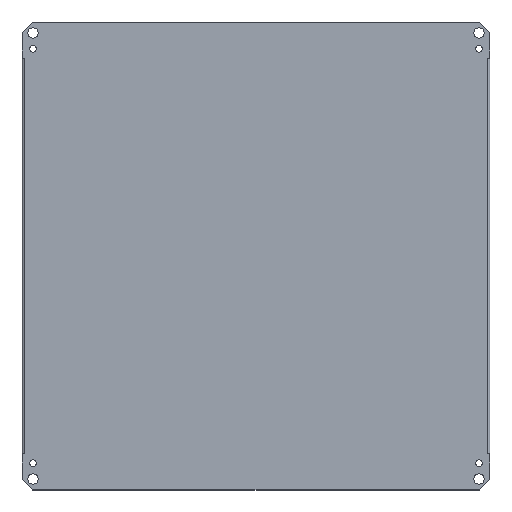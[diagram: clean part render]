
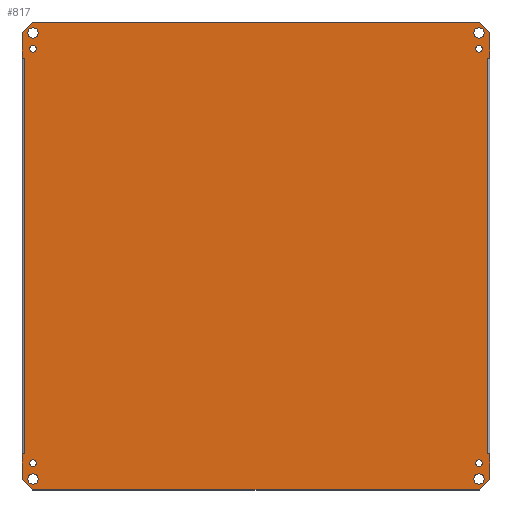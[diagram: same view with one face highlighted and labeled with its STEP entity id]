
A CAD part, top view. The second image highlights one B-rep face of the part: STEP entity #817.
In plain terms, the highlighted planar face has unit normal (0, 0, 1).
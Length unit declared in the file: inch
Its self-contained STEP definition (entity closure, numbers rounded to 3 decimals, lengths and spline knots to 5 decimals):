
#23=FACE_BOUND('',#138,.T.);
#24=FACE_BOUND('',#139,.T.);
#25=FACE_BOUND('',#140,.T.);
#26=FACE_BOUND('',#141,.T.);
#27=FACE_BOUND('',#142,.T.);
#28=FACE_BOUND('',#143,.T.);
#29=FACE_BOUND('',#144,.T.);
#30=FACE_BOUND('',#145,.T.);
#63=CIRCLE('',#874,0.25);
#64=CIRCLE('',#875,0.25);
#65=CIRCLE('',#876,0.25);
#66=CIRCLE('',#877,0.25);
#67=CIRCLE('',#878,0.15625);
#68=CIRCLE('',#879,0.15625);
#69=CIRCLE('',#880,0.15625);
#70=CIRCLE('',#881,0.15625);
#87=FACE_OUTER_BOUND('',#137,.T.);
#137=EDGE_LOOP('',(#635,#636,#637,#638,#639,#640,#641,#642,#643,#644,#645,
#646,#647,#648,#649,#650,#651,#652,#653,#654,#655,#656,#657,#658));
#138=EDGE_LOOP('',(#659));
#139=EDGE_LOOP('',(#660));
#140=EDGE_LOOP('',(#661));
#141=EDGE_LOOP('',(#662));
#142=EDGE_LOOP('',(#663));
#143=EDGE_LOOP('',(#664));
#144=EDGE_LOOP('',(#665));
#145=EDGE_LOOP('',(#666));
#189=LINE('',#1155,#277);
#198=LINE('',#1177,#286);
#200=LINE('',#1182,#288);
#203=LINE('',#1190,#291);
#206=LINE('',#1194,#294);
#208=LINE('',#1199,#296);
#211=LINE('',#1205,#299);
#230=LINE('',#1259,#318);
#231=LINE('',#1261,#319);
#232=LINE('',#1263,#320);
#233=LINE('',#1265,#321);
#234=LINE('',#1267,#322);
#235=LINE('',#1269,#323);
#236=LINE('',#1271,#324);
#237=LINE('',#1273,#325);
#238=LINE('',#1275,#326);
#239=LINE('',#1277,#327);
#240=LINE('',#1279,#328);
#241=LINE('',#1281,#329);
#242=LINE('',#1283,#330);
#243=LINE('',#1285,#331);
#244=LINE('',#1287,#332);
#245=LINE('',#1289,#333);
#246=LINE('',#1290,#334);
#277=VECTOR('',#929,0.0002);
#286=VECTOR('',#948,0.0002);
#288=VECTOR('',#956,18.764);
#291=VECTOR('',#961,0.10955);
#294=VECTOR('',#966,0.0002);
#296=VECTOR('',#970,0.0002);
#299=VECTOR('',#975,0.10955);
#318=VECTOR('',#1014,1.2178);
#319=VECTOR('',#1015,0.70711);
#320=VECTOR('',#1016,21.2);
#321=VECTOR('',#1017,0.70711);
#322=VECTOR('',#1018,1.2178);
#323=VECTOR('',#1019,0.10955);
#324=VECTOR('',#1020,0.0002);
#325=VECTOR('',#1021,0.0002);
#326=VECTOR('',#1022,18.764);
#327=VECTOR('',#1023,0.0002);
#328=VECTOR('',#1024,0.0002);
#329=VECTOR('',#1025,0.10955);
#330=VECTOR('',#1026,1.2178);
#331=VECTOR('',#1027,0.70711);
#332=VECTOR('',#1028,21.2);
#333=VECTOR('',#1029,0.70711);
#334=VECTOR('',#1030,1.2178);
#365=VERTEX_POINT('',#1152);
#366=VERTEX_POINT('',#1154);
#373=VERTEX_POINT('',#1174);
#374=VERTEX_POINT('',#1176);
#377=VERTEX_POINT('',#1187);
#378=VERTEX_POINT('',#1189);
#380=VERTEX_POINT('',#1198);
#382=VERTEX_POINT('',#1204);
#407=VERTEX_POINT('',#1258);
#408=VERTEX_POINT('',#1260);
#409=VERTEX_POINT('',#1262);
#410=VERTEX_POINT('',#1264);
#411=VERTEX_POINT('',#1266);
#412=VERTEX_POINT('',#1268);
#413=VERTEX_POINT('',#1270);
#414=VERTEX_POINT('',#1272);
#415=VERTEX_POINT('',#1274);
#416=VERTEX_POINT('',#1276);
#417=VERTEX_POINT('',#1278);
#418=VERTEX_POINT('',#1280);
#419=VERTEX_POINT('',#1282);
#420=VERTEX_POINT('',#1284);
#421=VERTEX_POINT('',#1286);
#422=VERTEX_POINT('',#1288);
#423=VERTEX_POINT('',#1291);
#424=VERTEX_POINT('',#1293);
#425=VERTEX_POINT('',#1295);
#426=VERTEX_POINT('',#1297);
#427=VERTEX_POINT('',#1299);
#428=VERTEX_POINT('',#1301);
#429=VERTEX_POINT('',#1303);
#430=VERTEX_POINT('',#1305);
#446=EDGE_CURVE('',#366,#365,#189,.T.);
#457=EDGE_CURVE('',#374,#373,#198,.T.);
#460=EDGE_CURVE('',#365,#374,#200,.T.);
#463=EDGE_CURVE('',#378,#377,#203,.T.);
#466=EDGE_CURVE('',#373,#378,#206,.T.);
#468=EDGE_CURVE('',#380,#366,#208,.T.);
#471=EDGE_CURVE('',#382,#380,#211,.T.);
#498=EDGE_CURVE('',#407,#377,#230,.T.);
#499=EDGE_CURVE('',#408,#407,#231,.T.);
#500=EDGE_CURVE('',#409,#408,#232,.T.);
#501=EDGE_CURVE('',#410,#409,#233,.T.);
#502=EDGE_CURVE('',#411,#410,#234,.T.);
#503=EDGE_CURVE('',#411,#412,#235,.T.);
#504=EDGE_CURVE('',#412,#413,#236,.T.);
#505=EDGE_CURVE('',#413,#414,#237,.T.);
#506=EDGE_CURVE('',#414,#415,#238,.T.);
#507=EDGE_CURVE('',#415,#416,#239,.T.);
#508=EDGE_CURVE('',#416,#417,#240,.T.);
#509=EDGE_CURVE('',#417,#418,#241,.T.);
#510=EDGE_CURVE('',#419,#418,#242,.T.);
#511=EDGE_CURVE('',#420,#419,#243,.T.);
#512=EDGE_CURVE('',#421,#420,#244,.T.);
#513=EDGE_CURVE('',#422,#421,#245,.T.);
#514=EDGE_CURVE('',#382,#422,#246,.T.);
#515=EDGE_CURVE('',#423,#423,#63,.T.);
#516=EDGE_CURVE('',#424,#424,#64,.T.);
#517=EDGE_CURVE('',#425,#425,#65,.T.);
#518=EDGE_CURVE('',#426,#426,#66,.T.);
#519=EDGE_CURVE('',#427,#427,#67,.T.);
#520=EDGE_CURVE('',#428,#428,#68,.T.);
#521=EDGE_CURVE('',#429,#429,#69,.T.);
#522=EDGE_CURVE('',#430,#430,#70,.T.);
#635=ORIENTED_EDGE('',*,*,#463,.T.);
#636=ORIENTED_EDGE('',*,*,#498,.F.);
#637=ORIENTED_EDGE('',*,*,#499,.F.);
#638=ORIENTED_EDGE('',*,*,#500,.F.);
#639=ORIENTED_EDGE('',*,*,#501,.F.);
#640=ORIENTED_EDGE('',*,*,#502,.F.);
#641=ORIENTED_EDGE('',*,*,#503,.T.);
#642=ORIENTED_EDGE('',*,*,#504,.T.);
#643=ORIENTED_EDGE('',*,*,#505,.T.);
#644=ORIENTED_EDGE('',*,*,#506,.T.);
#645=ORIENTED_EDGE('',*,*,#507,.T.);
#646=ORIENTED_EDGE('',*,*,#508,.T.);
#647=ORIENTED_EDGE('',*,*,#509,.T.);
#648=ORIENTED_EDGE('',*,*,#510,.F.);
#649=ORIENTED_EDGE('',*,*,#511,.F.);
#650=ORIENTED_EDGE('',*,*,#512,.F.);
#651=ORIENTED_EDGE('',*,*,#513,.F.);
#652=ORIENTED_EDGE('',*,*,#514,.F.);
#653=ORIENTED_EDGE('',*,*,#471,.T.);
#654=ORIENTED_EDGE('',*,*,#468,.T.);
#655=ORIENTED_EDGE('',*,*,#446,.T.);
#656=ORIENTED_EDGE('',*,*,#460,.T.);
#657=ORIENTED_EDGE('',*,*,#457,.T.);
#658=ORIENTED_EDGE('',*,*,#466,.T.);
#659=ORIENTED_EDGE('',*,*,#515,.T.);
#660=ORIENTED_EDGE('',*,*,#516,.T.);
#661=ORIENTED_EDGE('',*,*,#517,.T.);
#662=ORIENTED_EDGE('',*,*,#518,.T.);
#663=ORIENTED_EDGE('',*,*,#519,.T.);
#664=ORIENTED_EDGE('',*,*,#520,.T.);
#665=ORIENTED_EDGE('',*,*,#521,.T.);
#666=ORIENTED_EDGE('',*,*,#522,.T.);
#785=PLANE('',#873);
#817=ADVANCED_FACE('',(#87,#23,#24,#25,#26,#27,#28,#29,#30),#785,.T.);
#873=AXIS2_PLACEMENT_3D('',#1257,#1012,#1013);
#874=AXIS2_PLACEMENT_3D('',#1292,#1031,#1032);
#875=AXIS2_PLACEMENT_3D('',#1294,#1033,#1034);
#876=AXIS2_PLACEMENT_3D('',#1296,#1035,#1036);
#877=AXIS2_PLACEMENT_3D('',#1298,#1037,#1038);
#878=AXIS2_PLACEMENT_3D('',#1300,#1039,#1040);
#879=AXIS2_PLACEMENT_3D('',#1302,#1041,#1042);
#880=AXIS2_PLACEMENT_3D('',#1304,#1043,#1044);
#881=AXIS2_PLACEMENT_3D('',#1306,#1045,#1046);
#929=DIRECTION('',(1.,0.,0.));
#948=DIRECTION('',(-1.,0.,0.));
#956=DIRECTION('',(0.,1.,0.));
#961=DIRECTION('',(1.,0.,0.));
#966=DIRECTION('',(0.,1.,0.));
#970=DIRECTION('',(0.,1.,0.));
#975=DIRECTION('',(-1.,0.,0.));
#1012=DIRECTION('center_axis',(0.,0.,1.));
#1013=DIRECTION('ref_axis',(1.,0.,0.));
#1014=DIRECTION('',(0.,-1.,0.));
#1015=DIRECTION('',(0.707,-0.707,0.));
#1016=DIRECTION('',(1.,0.,0.));
#1017=DIRECTION('',(0.707,0.707,0.));
#1018=DIRECTION('',(0.,1.,0.));
#1019=DIRECTION('',(1.,0.,0.));
#1020=DIRECTION('',(0.,-1.,0.));
#1021=DIRECTION('',(-1.,0.,0.));
#1022=DIRECTION('',(0.,-1.,0.));
#1023=DIRECTION('',(1.,0.,0.));
#1024=DIRECTION('',(0.,-1.,0.));
#1025=DIRECTION('',(-1.,0.,0.));
#1026=DIRECTION('',(0.,1.,0.));
#1027=DIRECTION('',(-0.707,0.707,0.));
#1028=DIRECTION('',(-1.,0.,0.));
#1029=DIRECTION('',(-0.707,-0.707,0.));
#1030=DIRECTION('',(0.,-1.,0.));
#1031=DIRECTION('center_axis',(0.,0.,-1.));
#1032=DIRECTION('ref_axis',(-1.,0.,0.));
#1033=DIRECTION('center_axis',(0.,0.,-1.));
#1034=DIRECTION('ref_axis',(-1.,0.,0.));
#1035=DIRECTION('center_axis',(0.,0.,-1.));
#1036=DIRECTION('ref_axis',(-1.,0.,0.));
#1037=DIRECTION('center_axis',(0.,0.,-1.));
#1038=DIRECTION('ref_axis',(-1.,0.,0.));
#1039=DIRECTION('center_axis',(0.,0.,-1.));
#1040=DIRECTION('ref_axis',(-1.,0.,0.));
#1041=DIRECTION('center_axis',(0.,0.,-1.));
#1042=DIRECTION('ref_axis',(-1.,0.,0.));
#1043=DIRECTION('center_axis',(0.,0.,-1.));
#1044=DIRECTION('ref_axis',(-1.,0.,0.));
#1045=DIRECTION('center_axis',(0.,0.,-1.));
#1046=DIRECTION('ref_axis',(-1.,0.,0.));
#1152=CARTESIAN_POINT('',(22.09065,1.718,0.09375));
#1154=CARTESIAN_POINT('',(22.09045,1.718,0.09375));
#1155=CARTESIAN_POINT('',(16.65,1.718,0.09375));
#1174=CARTESIAN_POINT('',(22.09045,20.482,0.09375));
#1176=CARTESIAN_POINT('',(22.09065,20.482,0.09375));
#1177=CARTESIAN_POINT('',(16.59523,20.482,0.09375));
#1182=CARTESIAN_POINT('',(22.09065,6.409,0.09375));
#1187=CARTESIAN_POINT('',(22.2,20.4822,0.09375));
#1189=CARTESIAN_POINT('',(22.09045,20.4822,0.09375));
#1190=CARTESIAN_POINT('',(16.65,20.4822,0.09375));
#1194=CARTESIAN_POINT('',(22.09045,15.7911,0.09375));
#1198=CARTESIAN_POINT('',(22.09045,1.7178,0.09375));
#1199=CARTESIAN_POINT('',(22.09045,6.409,0.09375));
#1204=CARTESIAN_POINT('',(22.2,1.7178,0.09375));
#1205=CARTESIAN_POINT('',(16.59523,1.7178,0.09375));
#1257=CARTESIAN_POINT('Origin',(11.1,11.1,0.09375));
#1258=CARTESIAN_POINT('',(22.2,21.7,0.09375));
#1259=CARTESIAN_POINT('',(22.2,0.,0.09375));
#1260=CARTESIAN_POINT('',(21.7,22.2,0.09375));
#1261=CARTESIAN_POINT('',(21.95,21.95,0.09375));
#1262=CARTESIAN_POINT('',(0.5,22.2,0.09375));
#1263=CARTESIAN_POINT('',(22.2,22.2,0.09375));
#1264=CARTESIAN_POINT('',(0.,21.7,0.09375));
#1265=CARTESIAN_POINT('',(0.25,21.95,0.09375));
#1266=CARTESIAN_POINT('',(0.,20.4822,0.09375));
#1267=CARTESIAN_POINT('',(0.,22.2,0.09375));
#1268=CARTESIAN_POINT('',(0.10955,20.4822,0.09375));
#1269=CARTESIAN_POINT('',(5.60477,20.4822,0.09375));
#1270=CARTESIAN_POINT('',(0.10955,20.482,0.09375));
#1271=CARTESIAN_POINT('',(0.10955,15.791,0.09375));
#1272=CARTESIAN_POINT('',(0.10935,20.482,0.09375));
#1273=CARTESIAN_POINT('',(5.55,20.482,0.09375));
#1274=CARTESIAN_POINT('',(0.10935,1.718,0.09375));
#1275=CARTESIAN_POINT('',(0.10935,15.791,0.09375));
#1276=CARTESIAN_POINT('',(0.10955,1.718,0.09375));
#1277=CARTESIAN_POINT('',(5.60477,1.718,0.09375));
#1278=CARTESIAN_POINT('',(0.10955,1.7178,0.09375));
#1279=CARTESIAN_POINT('',(0.10955,6.4089,0.09375));
#1280=CARTESIAN_POINT('',(0.,1.7178,0.09375));
#1281=CARTESIAN_POINT('',(5.55,1.7178,0.09375));
#1282=CARTESIAN_POINT('',(0.,0.5,0.09375));
#1283=CARTESIAN_POINT('',(0.,22.2,0.09375));
#1284=CARTESIAN_POINT('',(0.5,0.,0.09375));
#1285=CARTESIAN_POINT('',(0.25,0.25,0.09375));
#1286=CARTESIAN_POINT('',(21.7,0.,0.09375));
#1287=CARTESIAN_POINT('',(0.,0.,0.09375));
#1288=CARTESIAN_POINT('',(22.2,0.5,0.09375));
#1289=CARTESIAN_POINT('',(21.95,0.25,0.09375));
#1290=CARTESIAN_POINT('',(22.2,0.,0.09375));
#1291=CARTESIAN_POINT('',(21.93,21.68,0.09375));
#1292=CARTESIAN_POINT('Origin',(21.68,21.68,0.09375));
#1293=CARTESIAN_POINT('',(0.77,21.68,0.09375));
#1294=CARTESIAN_POINT('Origin',(0.52,21.68,0.09375));
#1295=CARTESIAN_POINT('',(0.77,0.52,0.09375));
#1296=CARTESIAN_POINT('Origin',(0.52,0.52,0.09375));
#1297=CARTESIAN_POINT('',(21.93,0.52,0.09375));
#1298=CARTESIAN_POINT('Origin',(21.68,0.52,0.09375));
#1299=CARTESIAN_POINT('',(21.83625,20.93,0.09375));
#1300=CARTESIAN_POINT('Origin',(21.68,20.93,0.09375));
#1301=CARTESIAN_POINT('',(0.67625,20.93,0.09375));
#1302=CARTESIAN_POINT('Origin',(0.52,20.93,0.09375));
#1303=CARTESIAN_POINT('',(0.67625,1.27,0.09375));
#1304=CARTESIAN_POINT('Origin',(0.52,1.27,0.09375));
#1305=CARTESIAN_POINT('',(21.83625,1.27,0.09375));
#1306=CARTESIAN_POINT('Origin',(21.68,1.27,0.09375));
